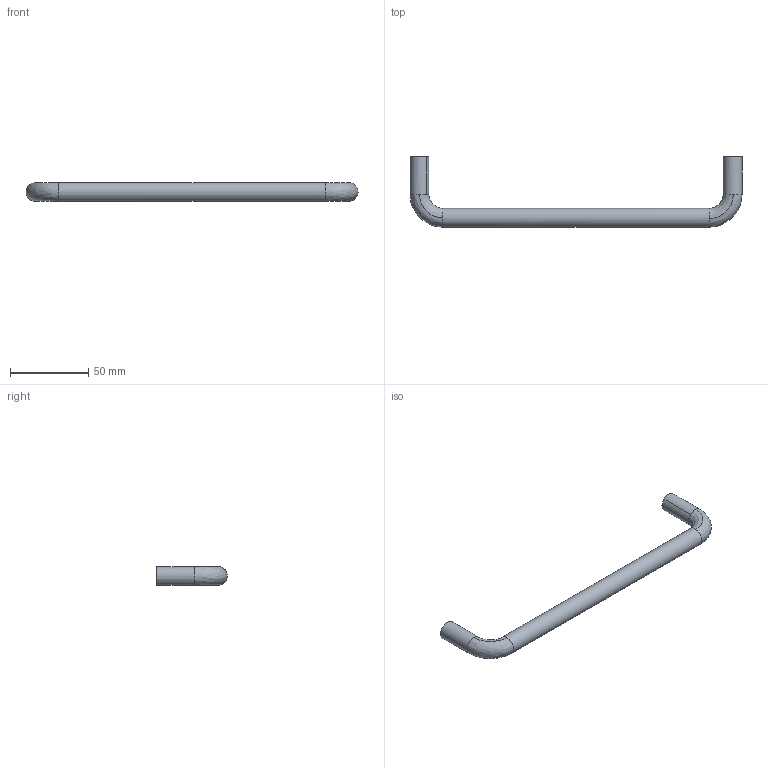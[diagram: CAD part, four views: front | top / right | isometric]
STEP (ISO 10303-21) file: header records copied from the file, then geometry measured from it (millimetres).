
FILE_DESCRIPTION((''),'2;1');
FILE_NAME('','2005-10-07T11:53:04',(''),(''),'','CADfix','');
FILE_SCHEMA(('AUTOMOTIVE_DESIGN'));
Length unit declared in the file: millimetre
Products named in the file (1): pull
Bounding box: 212 x 45 x 12 mm (x, y, z)
Volume: 28968.3 mm3; surface area: 10981.7 mm2
Topology: 1 solids, 1 shells, 18 faces, 62 edges, 48 vertices
Faces by surface type: bspline 18
Entity records: 805 total; most frequent: CARTESIAN_POINT 477, ORIENTED_EDGE 124, EDGE_CURVE 62, VERTEX_POINT 48, EDGE_LOOP 20, FACE_OUTER_BOUND 18, ADVANCED_FACE 18, QUASI_UNIFORM_CURVE 10
